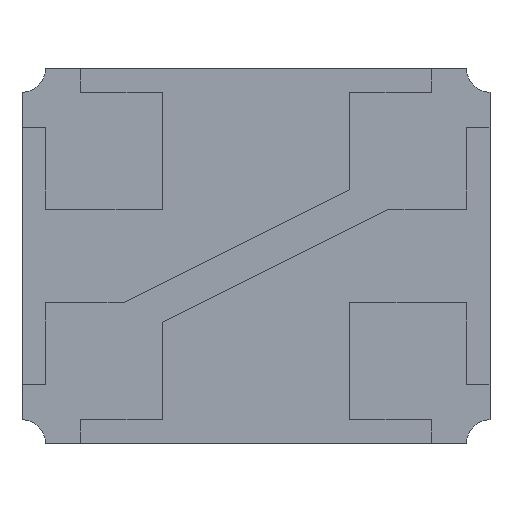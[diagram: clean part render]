
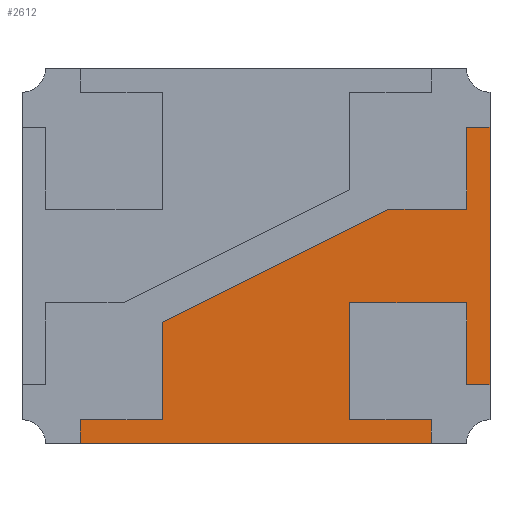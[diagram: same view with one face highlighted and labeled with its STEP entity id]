
A CAD part, front view. The second image highlights one B-rep face of the part: STEP entity #2612.
In plain terms, the highlighted planar face has unit normal (0, -1, 0).
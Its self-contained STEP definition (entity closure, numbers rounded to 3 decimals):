
#10 = EDGE_LOOP ( 'NONE', ( #2634, #64, #3023, #2654, #2512, #4097, #3363, #2575, #337, #2750, #3977, #1561, #4629, #1789, #4220 ) ) ;
#42 = CARTESIAN_POINT ( 'NONE',  ( 0.9, 0., -0.2 ) ) ;
#46 = VERTEX_POINT ( 'NONE', #1856 ) ;
#64 = ORIENTED_EDGE ( 'NONE', *, *, #1707, .F. ) ;
#192 = VERTEX_POINT ( 'NONE', #2723 ) ;
#200 = EDGE_CURVE ( 'NONE', #551, #4043, #1961, .T. ) ;
#337 = ORIENTED_EDGE ( 'NONE', *, *, #2286, .F. ) ;
#531 = DIRECTION ( 'NONE',  ( 0., 0., -1. ) ) ;
#551 = VERTEX_POINT ( 'NONE', #4590 ) ;
#589 = VERTEX_POINT ( 'NONE', #42 ) ;
#617 = EDGE_CURVE ( 'NONE', #3387, #1025, #696, .T. ) ;
#646 = EDGE_CURVE ( 'NONE', #3322, #1549, #4316, .T. ) ;
#653 = CARTESIAN_POINT ( 'NONE',  ( -0.4, 0., -0.2 ) ) ;
#674 = VECTOR ( 'NONE', #531, 1000. ) ;
#696 = LINE ( 'NONE', #1536, #2665 ) ;
#709 = CARTESIAN_POINT ( 'NONE',  ( 0.9, 0., 0.55 ) ) ;
#737 = PLANE ( 'NONE',  #2046 ) ;
#738 = CARTESIAN_POINT ( 'NONE',  ( 1., 0., 0.8 ) ) ;
#740 = LINE ( 'NONE', #1504, #1521 ) ;
#765 = CARTESIAN_POINT ( 'NONE',  ( 1., 0., 0.55 ) ) ;
#778 = DIRECTION ( 'NONE',  ( 0.894, 0., 0.447 ) ) ;
#825 = CARTESIAN_POINT ( 'NONE',  ( 0.4, 0., 0.2 ) ) ;
#880 = LINE ( 'NONE', #1235, #4913 ) ;
#886 = CARTESIAN_POINT ( 'NONE',  ( -0.4, 0., -0.7 ) ) ;
#956 = CARTESIAN_POINT ( 'NONE',  ( 0.9, 0., -0.55 ) ) ;
#972 = VECTOR ( 'NONE', #1319, 1000. ) ;
#994 = CARTESIAN_POINT ( 'NONE',  ( -0.75, 0., -0.7 ) ) ;
#1025 = VERTEX_POINT ( 'NONE', #709 ) ;
#1066 = LINE ( 'NONE', #738, #3496 ) ;
#1076 = DIRECTION ( 'NONE',  ( 0., 0., -1. ) ) ;
#1151 = LINE ( 'NONE', #956, #4295 ) ;
#1170 = CARTESIAN_POINT ( 'NONE',  ( 0.75, 0., -0.8 ) ) ;
#1235 = CARTESIAN_POINT ( 'NONE',  ( 0.4, 0., -0.2 ) ) ;
#1319 = DIRECTION ( 'NONE',  ( 0., 0., 1. ) ) ;
#1414 = CARTESIAN_POINT ( 'NONE',  ( 1., 0., -0.8 ) ) ;
#1445 = VERTEX_POINT ( 'NONE', #3329 ) ;
#1496 = VERTEX_POINT ( 'NONE', #4477 ) ;
#1504 = CARTESIAN_POINT ( 'NONE',  ( -0.551, 0., -0.359 ) ) ;
#1521 = VECTOR ( 'NONE', #778, 1000. ) ;
#1536 = CARTESIAN_POINT ( 'NONE',  ( 0.9, 0., 0.55 ) ) ;
#1547 = CARTESIAN_POINT ( 'NONE',  ( 0., 0., 0. ) ) ;
#1549 = VERTEX_POINT ( 'NONE', #4514 ) ;
#1561 = ORIENTED_EDGE ( 'NONE', *, *, #200, .F. ) ;
#1632 = LINE ( 'NONE', #653, #1873 ) ;
#1707 = EDGE_CURVE ( 'NONE', #2850, #3212, #740, .T. ) ;
#1752 = DIRECTION ( 'NONE',  ( -1., 0., 0. ) ) ;
#1754 = LINE ( 'NONE', #765, #2924 ) ;
#1789 = ORIENTED_EDGE ( 'NONE', *, *, #3228, .F. ) ;
#1811 = DIRECTION ( 'NONE',  ( 1., 0., 0. ) ) ;
#1856 = CARTESIAN_POINT ( 'NONE',  ( -0.75, 0., -0.7 ) ) ;
#1873 = VECTOR ( 'NONE', #3676, 1000. ) ;
#1876 = EDGE_CURVE ( 'NONE', #46, #4329, #3535, .T. ) ;
#1961 = LINE ( 'NONE', #2350, #4208 ) ;
#1984 = DIRECTION ( 'NONE',  ( 1., 0., 0. ) ) ;
#2046 = AXIS2_PLACEMENT_3D ( 'NONE', #1547, #2631, #3381 ) ;
#2060 = CARTESIAN_POINT ( 'NONE',  ( -0.4, 0., -0.284 ) ) ;
#2200 = CARTESIAN_POINT ( 'NONE',  ( 0.75, 0., -0.7 ) ) ;
#2276 = EDGE_CURVE ( 'NONE', #1496, #46, #3351, .T. ) ;
#2286 = EDGE_CURVE ( 'NONE', #192, #1445, #3409, .T. ) ;
#2350 = CARTESIAN_POINT ( 'NONE',  ( 1., 0., -0.55 ) ) ;
#2511 = EDGE_CURVE ( 'NONE', #1445, #3322, #4234, .T. ) ;
#2512 = ORIENTED_EDGE ( 'NONE', *, *, #2276, .F. ) ;
#2575 = ORIENTED_EDGE ( 'NONE', *, *, #2511, .F. ) ;
#2612 = ADVANCED_FACE ( 'NONE', ( #3226 ), #737, .F. ) ;
#2615 = DIRECTION ( 'NONE',  ( 1., 0., 0. ) ) ;
#2631 = DIRECTION ( 'NONE',  ( 0., 1., 0. ) ) ;
#2634 = ORIENTED_EDGE ( 'NONE', *, *, #3820, .F. ) ;
#2654 = ORIENTED_EDGE ( 'NONE', *, *, #1876, .F. ) ;
#2665 = VECTOR ( 'NONE', #3770, 1000. ) ;
#2723 = CARTESIAN_POINT ( 'NONE',  ( 0.4, 0., -0.2 ) ) ;
#2750 = ORIENTED_EDGE ( 'NONE', *, *, #4805, .F. ) ;
#2771 = CARTESIAN_POINT ( 'NONE',  ( -0.75, 0., -0.8 ) ) ;
#2813 = EDGE_CURVE ( 'NONE', #4043, #589, #1151, .T. ) ;
#2850 = VERTEX_POINT ( 'NONE', #2060 ) ;
#2867 = CARTESIAN_POINT ( 'NONE',  ( 1., 0., 0.55 ) ) ;
#2915 = VECTOR ( 'NONE', #1984, 1000. ) ;
#2924 = VECTOR ( 'NONE', #4594, 1000. ) ;
#3000 = EDGE_CURVE ( 'NONE', #4329, #2850, #1632, .T. ) ;
#3015 = EDGE_CURVE ( 'NONE', #1549, #1496, #4645, .T. ) ;
#3023 = ORIENTED_EDGE ( 'NONE', *, *, #3000, .F. ) ;
#3025 = CARTESIAN_POINT ( 'NONE',  ( 0.568, 0., 0.2 ) ) ;
#3119 = CARTESIAN_POINT ( 'NONE',  ( 0.75, 0., -0.7 ) ) ;
#3212 = VERTEX_POINT ( 'NONE', #3025 ) ;
#3226 = FACE_OUTER_BOUND ( 'NONE', #10, .T. ) ;
#3228 = EDGE_CURVE ( 'NONE', #1025, #4485, #1754, .T. ) ;
#3322 = VERTEX_POINT ( 'NONE', #3119 ) ;
#3329 = CARTESIAN_POINT ( 'NONE',  ( 0.4, 0., -0.7 ) ) ;
#3351 = LINE ( 'NONE', #2771, #972 ) ;
#3363 = ORIENTED_EDGE ( 'NONE', *, *, #646, .F. ) ;
#3381 = DIRECTION ( 'NONE',  ( 0., 0., 1. ) ) ;
#3387 = VERTEX_POINT ( 'NONE', #4611 ) ;
#3409 = LINE ( 'NONE', #4312, #674 ) ;
#3496 = VECTOR ( 'NONE', #1076, 1000. ) ;
#3535 = LINE ( 'NONE', #994, #4828 ) ;
#3609 = VECTOR ( 'NONE', #3814, 1000. ) ;
#3640 = VECTOR ( 'NONE', #1752, 1000. ) ;
#3676 = DIRECTION ( 'NONE',  ( 0., 0., 1. ) ) ;
#3770 = DIRECTION ( 'NONE',  ( 0., 0., 1. ) ) ;
#3814 = DIRECTION ( 'NONE',  ( 0., 0., -1. ) ) ;
#3820 = EDGE_CURVE ( 'NONE', #3212, #3387, #3917, .T. ) ;
#3901 = DIRECTION ( 'NONE',  ( -1., 0., 0. ) ) ;
#3917 = LINE ( 'NONE', #825, #2915 ) ;
#3977 = ORIENTED_EDGE ( 'NONE', *, *, #2813, .F. ) ;
#4043 = VERTEX_POINT ( 'NONE', #4416 ) ;
#4097 = ORIENTED_EDGE ( 'NONE', *, *, #3015, .F. ) ;
#4147 = EDGE_CURVE ( 'NONE', #4485, #551, #1066, .T. ) ;
#4208 = VECTOR ( 'NONE', #3901, 1000. ) ;
#4220 = ORIENTED_EDGE ( 'NONE', *, *, #617, .F. ) ;
#4234 = LINE ( 'NONE', #2200, #4888 ) ;
#4295 = VECTOR ( 'NONE', #4738, 1000. ) ;
#4312 = CARTESIAN_POINT ( 'NONE',  ( 0.4, 0., -0.2 ) ) ;
#4316 = LINE ( 'NONE', #1170, #3609 ) ;
#4329 = VERTEX_POINT ( 'NONE', #886 ) ;
#4416 = CARTESIAN_POINT ( 'NONE',  ( 0.9, 0., -0.55 ) ) ;
#4477 = CARTESIAN_POINT ( 'NONE',  ( -0.75, 0., -0.8 ) ) ;
#4485 = VERTEX_POINT ( 'NONE', #2867 ) ;
#4514 = CARTESIAN_POINT ( 'NONE',  ( 0.75, 0., -0.8 ) ) ;
#4590 = CARTESIAN_POINT ( 'NONE',  ( 1., 0., -0.55 ) ) ;
#4594 = DIRECTION ( 'NONE',  ( 1., 0., 0. ) ) ;
#4611 = CARTESIAN_POINT ( 'NONE',  ( 0.9, 0., 0.2 ) ) ;
#4629 = ORIENTED_EDGE ( 'NONE', *, *, #4147, .F. ) ;
#4630 = DIRECTION ( 'NONE',  ( -1., 0., 0. ) ) ;
#4645 = LINE ( 'NONE', #1414, #3640 ) ;
#4738 = DIRECTION ( 'NONE',  ( 0., 0., 1. ) ) ;
#4805 = EDGE_CURVE ( 'NONE', #589, #192, #880, .T. ) ;
#4828 = VECTOR ( 'NONE', #1811, 1000. ) ;
#4888 = VECTOR ( 'NONE', #2615, 1000. ) ;
#4913 = VECTOR ( 'NONE', #4630, 1000. ) ;
